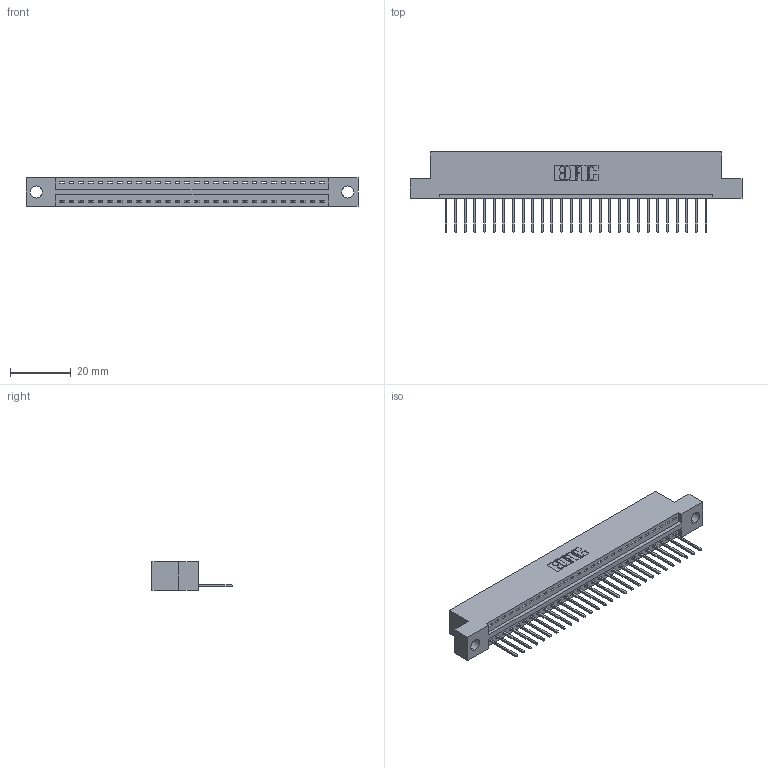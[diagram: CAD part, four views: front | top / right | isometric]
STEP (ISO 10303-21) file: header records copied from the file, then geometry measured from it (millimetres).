
FILE_DESCRIPTION (( 'STEP AP203' ), '1' );
FILE_NAME ('346-028-522-104.STEP', '2022-05-06T06:38:40', ( '' ), ( '' ), 'SwSTEP 2.0', 'SolidWorks 2020', '' );
FILE_SCHEMA (( 'CONFIG_CONTROL_DESIGN' ));
Length unit declared in the file: inch
Products named in the file (3): 345-292-001_345-293-122; 346-028-522-104; 346 Part_Flush Mounting Lugs - 0.156 Dia-TH
Assembly tree (29 placements, depth 2):
  346-028-522-104
    346 Part_Flush Mounting Lugs - 0.156 Dia-TH
    345-292-001_345-293-122  x28
Bounding box: 109.47 x 26.42 x 9.4 mm (x, y, z)
Volume: 10280.2 mm3; surface area: 12638.1 mm2
Topology: 29 solids, 29 shells, 1760 faces, 5293 edges, 3490 vertices
Faces by surface type: plane 1210, cylinder 550
Entity records: 19699 total; most frequent: CARTESIAN_POINT 3390, ORIENTED_EDGE 3350, DIRECTION 3007, EDGE_CURVE 1675, LINE 1431, VECTOR 1431, VERTEX_POINT 1114, AXIS2_PLACEMENT_3D 788
